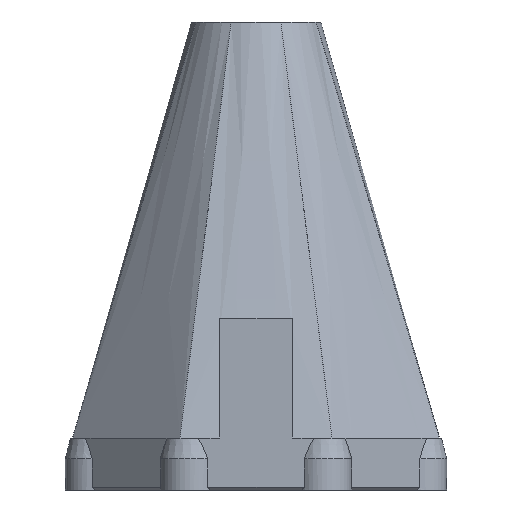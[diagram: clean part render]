
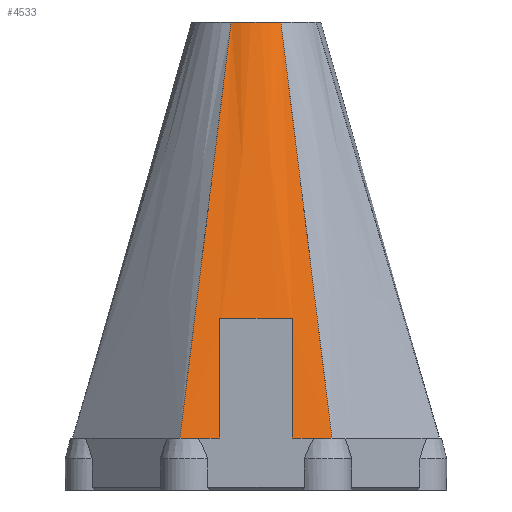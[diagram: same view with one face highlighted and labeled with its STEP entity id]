
A CAD part, left-side view. The second image highlights one B-rep face of the part: STEP entity #4533.
In plain terms, the highlighted free-form (B-spline) face has degree [3, 3] with [4, 4] control points.
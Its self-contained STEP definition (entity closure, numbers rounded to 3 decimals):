
#36=B_SPLINE_SURFACE_WITH_KNOTS('',3,3,((#7634,#7635,#7636,#7637),(#7638,
#7639,#7640,#7641),(#7642,#7643,#7644,#7645),(#7646,#7647,#7648,#7649)),
 .UNSPECIFIED.,.F.,.F.,.F.,(4,4),(4,4),(0.,1.),(0.,1.),
 .UNSPECIFIED.);
#187=LINE('',#7651,#538);
#188=LINE('',#7657,#539);
#189=LINE('',#7660,#540);
#190=LINE('',#7666,#541);
#538=VECTOR('',#5759,10.);
#539=VECTOR('',#5760,42.013);
#540=VECTOR('',#5763,42.013);
#541=VECTOR('',#5764,10.);
#1049=FACE_OUTER_BOUND('',#1349,.T.);
#1349=EDGE_LOOP('',(#3304,#3305,#3306,#3307,#3308,#3309,#3310,#3311,#3312,
#3313,#3314,#3315,#3316,#3317));
#1662=CIRCLE('',#4975,6.25);
#1813=B_SPLINE_CURVE_WITH_KNOTS('',3,(#6976,#6977,#6978,#6979),
 .UNSPECIFIED.,.F.,.F.,(4,4),(-0.121,0.),
 .UNSPECIFIED.);
#1818=B_SPLINE_CURVE_WITH_KNOTS('',3,(#7026,#7027,#7028,#7029),
 .UNSPECIFIED.,.F.,.F.,(4,4),(-1.,-0.879),.UNSPECIFIED.);
#1851=B_SPLINE_CURVE_WITH_KNOTS('',3,(#7551,#7552,#7553,#7554,#7555,#7556,
#7557),.UNSPECIFIED.,.F.,.F.,(4,3,4),(-1.651,-1.469,
-1.333),.UNSPECIFIED.);
#1852=B_SPLINE_CURVE_WITH_KNOTS('',3,(#7563,#7564,#7565,#7566),
 .UNSPECIFIED.,.F.,.F.,(4,4),(-1.04,0.),.UNSPECIFIED.);
#1853=B_SPLINE_CURVE_WITH_KNOTS('',3,(#7570,#7571,#7572,#7573,#7574,#7575,
#7576),.UNSPECIFIED.,.F.,.F.,(4,3,4),(-0.777,-0.607,
-0.578),.UNSPECIFIED.);
#1854=B_SPLINE_CURVE_WITH_KNOTS('',3,(#7580,#7581,#7582,#7583),
 .UNSPECIFIED.,.F.,.F.,(4,4),(-1.223,-0.167),
 .UNSPECIFIED.);
#1858=B_SPLINE_CURVE_WITH_KNOTS('',3,(#7627,#7628,#7629,#7630,#7631,#7632,
#7633),.UNSPECIFIED.,.F.,.F.,(4,3,4),(-0.25,-0.079,
-0.05),.UNSPECIFIED.);
#1859=B_SPLINE_CURVE_WITH_KNOTS('',3,(#7652,#7653,#7654,#7655),
 .UNSPECIFIED.,.F.,.F.,(4,4),(-0.879,-0.817),
 .UNSPECIFIED.);
#1860=B_SPLINE_CURVE_WITH_KNOTS('',3,(#7662,#7663,#7664,#7665),
 .UNSPECIFIED.,.F.,.F.,(4,4),(-0.183,-0.121),
 .UNSPECIFIED.);
#1904=VERTEX_POINT('',#6969);
#1905=VERTEX_POINT('',#6975);
#1912=VERTEX_POINT('',#7009);
#1915=VERTEX_POINT('',#7021);
#2047=VERTEX_POINT('',#7548);
#2048=VERTEX_POINT('',#7550);
#2049=VERTEX_POINT('',#7560);
#2050=VERTEX_POINT('',#7562);
#2051=VERTEX_POINT('',#7569);
#2052=VERTEX_POINT('',#7579);
#2057=VERTEX_POINT('',#7650);
#2058=VERTEX_POINT('',#7656);
#2059=VERTEX_POINT('',#7658);
#2060=VERTEX_POINT('',#7661);
#2326=EDGE_CURVE('',#1904,#1905,#1813,.T.);
#2339=EDGE_CURVE('',#1915,#1912,#1818,.T.);
#2512=EDGE_CURVE('',#2048,#2047,#1851,.T.);
#2515=EDGE_CURVE('',#2050,#2049,#1852,.T.);
#2517=EDGE_CURVE('',#2051,#2048,#1853,.T.);
#2519=EDGE_CURVE('',#2052,#2051,#1854,.T.);
#2529=EDGE_CURVE('',#2047,#2050,#1858,.T.);
#2530=EDGE_CURVE('',#2049,#2057,#187,.T.);
#2531=EDGE_CURVE('',#1912,#2057,#1859,.T.);
#2532=EDGE_CURVE('',#1915,#2058,#188,.T.);
#2533=EDGE_CURVE('',#2059,#2058,#1662,.T.);
#2534=EDGE_CURVE('',#1905,#2059,#189,.T.);
#2535=EDGE_CURVE('',#2060,#1904,#1860,.T.);
#2536=EDGE_CURVE('',#2060,#2052,#190,.T.);
#3304=ORIENTED_EDGE('',*,*,#2519,.T.);
#3305=ORIENTED_EDGE('',*,*,#2517,.T.);
#3306=ORIENTED_EDGE('',*,*,#2512,.T.);
#3307=ORIENTED_EDGE('',*,*,#2529,.T.);
#3308=ORIENTED_EDGE('',*,*,#2515,.T.);
#3309=ORIENTED_EDGE('',*,*,#2530,.T.);
#3310=ORIENTED_EDGE('',*,*,#2531,.F.);
#3311=ORIENTED_EDGE('',*,*,#2339,.F.);
#3312=ORIENTED_EDGE('',*,*,#2532,.T.);
#3313=ORIENTED_EDGE('',*,*,#2533,.F.);
#3314=ORIENTED_EDGE('',*,*,#2534,.F.);
#3315=ORIENTED_EDGE('',*,*,#2326,.F.);
#3316=ORIENTED_EDGE('',*,*,#2535,.F.);
#3317=ORIENTED_EDGE('',*,*,#2536,.T.);
#4533=ADVANCED_FACE('',(#1049),#36,.T.);
#4975=AXIS2_PLACEMENT_3D('',#7659,#5761,#5762);
#5759=DIRECTION('',(0.,-1.,0.));
#5760=DIRECTION('',(0.283,0.117,0.952));
#5761=DIRECTION('center_axis',(0.,0.,1.));
#5762=DIRECTION('ref_axis',(1.,0.,0.));
#5763=DIRECTION('',(0.283,-0.117,0.952));
#5764=DIRECTION('',(0.,-1.,0.));
#6969=CARTESIAN_POINT('',(-17.646,5.546,5.));
#6975=CARTESIAN_POINT('',(-17.646,7.309,5.));
#6976=CARTESIAN_POINT('Ctrl Pts',(-17.646,5.546,5.));
#6977=CARTESIAN_POINT('Ctrl Pts',(-17.646,6.134,5.));
#6978=CARTESIAN_POINT('Ctrl Pts',(-17.646,6.722,5.));
#6979=CARTESIAN_POINT('Ctrl Pts',(-17.646,7.309,5.));
#7009=CARTESIAN_POINT('',(-17.646,-5.546,5.));
#7021=CARTESIAN_POINT('',(-17.646,-7.309,5.));
#7026=CARTESIAN_POINT('Ctrl Pts',(-17.646,-7.309,5.));
#7027=CARTESIAN_POINT('Ctrl Pts',(-17.646,-6.722,5.));
#7028=CARTESIAN_POINT('Ctrl Pts',(-17.646,-6.134,5.));
#7029=CARTESIAN_POINT('Ctrl Pts',(-17.646,-5.546,5.));
#7548=CARTESIAN_POINT('',(-14.646,-1.567,15.5));
#7550=CARTESIAN_POINT('',(-14.646,1.567,15.5));
#7551=CARTESIAN_POINT('Ctrl Pts',(-14.645,1.567,15.5));
#7552=CARTESIAN_POINT('Ctrl Pts',(-14.651,0.967,15.502));
#7553=CARTESIAN_POINT('Ctrl Pts',(-14.653,0.369,15.503));
#7554=CARTESIAN_POINT('Ctrl Pts',(-14.653,-0.23,
15.503));
#7555=CARTESIAN_POINT('Ctrl Pts',(-14.652,-0.675,
15.502));
#7556=CARTESIAN_POINT('Ctrl Pts',(-14.649,-1.121,15.501));
#7557=CARTESIAN_POINT('Ctrl Pts',(-14.645,-1.567,15.5));
#7560=CARTESIAN_POINT('',(-17.646,-3.5,5.));
#7562=CARTESIAN_POINT('',(-14.646,-3.5,15.383));
#7563=CARTESIAN_POINT('Ctrl Pts',(-14.646,-3.5,15.383));
#7564=CARTESIAN_POINT('Ctrl Pts',(-15.647,-3.5,11.94));
#7565=CARTESIAN_POINT('Ctrl Pts',(-16.688,-3.5,8.332));
#7566=CARTESIAN_POINT('Ctrl Pts',(-17.646,-3.5,5.));
#7569=CARTESIAN_POINT('',(-14.646,3.5,15.383));
#7570=CARTESIAN_POINT('Ctrl Pts',(-14.646,3.5,15.383));
#7571=CARTESIAN_POINT('Ctrl Pts',(-14.646,2.942,15.429));
#7572=CARTESIAN_POINT('Ctrl Pts',(-14.645,2.393,15.464));
#7573=CARTESIAN_POINT('Ctrl Pts',(-14.645,1.848,15.488));
#7574=CARTESIAN_POINT('Ctrl Pts',(-14.645,1.754,15.493));
#7575=CARTESIAN_POINT('Ctrl Pts',(-14.645,1.661,15.496));
#7576=CARTESIAN_POINT('Ctrl Pts',(-14.645,1.567,15.5));
#7579=CARTESIAN_POINT('',(-17.646,3.5,5.));
#7580=CARTESIAN_POINT('Ctrl Pts',(-17.646,3.5,5.));
#7581=CARTESIAN_POINT('Ctrl Pts',(-16.688,3.5,8.332));
#7582=CARTESIAN_POINT('Ctrl Pts',(-15.647,3.5,11.94));
#7583=CARTESIAN_POINT('Ctrl Pts',(-14.646,3.5,15.383));
#7627=CARTESIAN_POINT('Ctrl Pts',(-14.645,-1.567,15.5));
#7628=CARTESIAN_POINT('Ctrl Pts',(-14.645,-2.111,15.479));
#7629=CARTESIAN_POINT('Ctrl Pts',(-14.645,-2.66,15.448));
#7630=CARTESIAN_POINT('Ctrl Pts',(-14.646,-3.217,15.406));
#7631=CARTESIAN_POINT('Ctrl Pts',(-14.646,-3.311,15.398));
#7632=CARTESIAN_POINT('Ctrl Pts',(-14.646,-3.405,15.391));
#7633=CARTESIAN_POINT('Ctrl Pts',(-14.646,-3.5,15.383));
#7634=CARTESIAN_POINT('Ctrl Pts',(-17.646,7.309,5.));
#7635=CARTESIAN_POINT('Ctrl Pts',(-13.689,5.67,18.333));
#7636=CARTESIAN_POINT('Ctrl Pts',(-9.732,4.031,31.667));
#7637=CARTESIAN_POINT('Ctrl Pts',(-5.774,2.392,45.));
#7638=CARTESIAN_POINT('Ctrl Pts',(-17.646,2.436,5.));
#7639=CARTESIAN_POINT('Ctrl Pts',(-13.9,1.918,18.333));
#7640=CARTESIAN_POINT('Ctrl Pts',(-10.147,1.399,31.667));
#7641=CARTESIAN_POINT('Ctrl Pts',(-6.4,0.88,45.));
#7642=CARTESIAN_POINT('Ctrl Pts',(-17.646,-2.436,5.));
#7643=CARTESIAN_POINT('Ctrl Pts',(-13.9,-1.918,18.333));
#7644=CARTESIAN_POINT('Ctrl Pts',(-10.147,-1.399,31.667));
#7645=CARTESIAN_POINT('Ctrl Pts',(-6.4,-0.88,45.));
#7646=CARTESIAN_POINT('Ctrl Pts',(-17.646,-7.309,5.));
#7647=CARTESIAN_POINT('Ctrl Pts',(-13.689,-5.67,18.333));
#7648=CARTESIAN_POINT('Ctrl Pts',(-9.732,-4.031,31.667));
#7649=CARTESIAN_POINT('Ctrl Pts',(-5.774,-2.392,45.));
#7650=CARTESIAN_POINT('',(-17.646,-4.632,5.));
#7651=CARTESIAN_POINT('',(-17.646,7.309,5.));
#7652=CARTESIAN_POINT('Ctrl Pts',(-17.646,-5.546,5.));
#7653=CARTESIAN_POINT('Ctrl Pts',(-17.646,-5.242,5.));
#7654=CARTESIAN_POINT('Ctrl Pts',(-17.646,-4.937,5.));
#7655=CARTESIAN_POINT('Ctrl Pts',(-17.646,-4.632,5.));
#7656=CARTESIAN_POINT('',(-5.774,-2.392,45.));
#7657=CARTESIAN_POINT('',(-17.646,-7.309,5.));
#7658=CARTESIAN_POINT('',(-5.774,2.392,45.));
#7659=CARTESIAN_POINT('Origin',(0.,0.,45.));
#7660=CARTESIAN_POINT('',(-17.646,7.309,5.));
#7661=CARTESIAN_POINT('',(-17.646,4.632,5.));
#7662=CARTESIAN_POINT('Ctrl Pts',(-17.646,4.632,5.));
#7663=CARTESIAN_POINT('Ctrl Pts',(-17.646,4.937,5.));
#7664=CARTESIAN_POINT('Ctrl Pts',(-17.646,5.242,5.));
#7665=CARTESIAN_POINT('Ctrl Pts',(-17.646,5.546,5.));
#7666=CARTESIAN_POINT('',(-17.646,7.309,5.));
